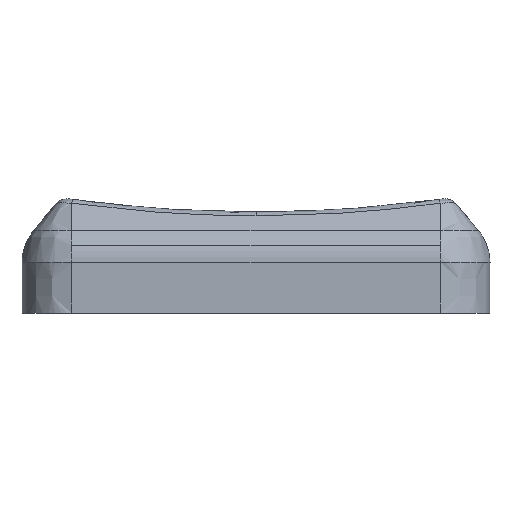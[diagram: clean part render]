
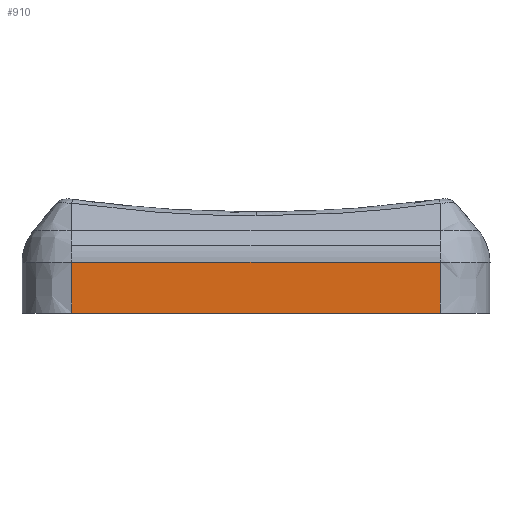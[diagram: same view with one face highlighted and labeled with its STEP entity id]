
A CAD part, left-side view. The second image highlights one B-rep face of the part: STEP entity #910.
In plain terms, the highlighted planar face has unit normal (-1, 0, 0).
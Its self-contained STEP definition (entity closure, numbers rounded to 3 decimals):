
#39 = CARTESIAN_POINT ( 'NONE',  ( -10.905, -6.475, 0.893 ) ) ;
#153 = LINE ( 'NONE', #807, #1525 ) ;
#160 = CARTESIAN_POINT ( 'NONE',  ( -10.905, 6.475, 1.785 ) ) ;
#161 = EDGE_CURVE ( 'NONE', #2189, #170, #2406, .T. ) ;
#170 = VERTEX_POINT ( 'NONE', #411 ) ;
#411 = CARTESIAN_POINT ( 'NONE',  ( -10.905, 6.475, 0. ) ) ;
#550 = DIRECTION ( 'NONE',  ( 0., -1., 0. ) ) ;
#594 = ORIENTED_EDGE ( 'NONE', *, *, #1359, .T. ) ;
#780 = CARTESIAN_POINT ( 'NONE',  ( -10.905, -6.475, 1.785 ) ) ;
#793 = ORIENTED_EDGE ( 'NONE', *, *, #1519, .F. ) ;
#807 = CARTESIAN_POINT ( 'NONE',  ( -10.905, 0., 1.785 ) ) ;
#910 = ADVANCED_FACE ( 'NONE', ( #2643 ), #1330, .T. ) ;
#918 = DIRECTION ( 'NONE',  ( 0., 0., 1. ) ) ;
#1070 = DIRECTION ( 'NONE',  ( 0., 1., 0. ) ) ;
#1089 = EDGE_CURVE ( 'NONE', #170, #2274, #1807, .T. ) ;
#1158 = ORIENTED_EDGE ( 'NONE', *, *, #161, .F. ) ;
#1250 = VECTOR ( 'NONE', #1852, 1000. ) ;
#1330 = PLANE ( 'NONE',  #1992 ) ;
#1344 = DIRECTION ( 'NONE',  ( -1., 0., 0. ) ) ;
#1359 = EDGE_CURVE ( 'NONE', #2189, #2513, #1390, .T. ) ;
#1390 = LINE ( 'NONE', #39, #1250 ) ;
#1503 = DIRECTION ( 'NONE',  ( 0., 1., 0. ) ) ;
#1519 = EDGE_CURVE ( 'NONE', #2274, #2513, #153, .T. ) ;
#1525 = VECTOR ( 'NONE', #550, 1000. ) ;
#1566 = CARTESIAN_POINT ( 'NONE',  ( -10.905, -6.475, 0. ) ) ;
#1757 = VECTOR ( 'NONE', #918, 1000. ) ;
#1807 = LINE ( 'NONE', #2024, #1757 ) ;
#1852 = DIRECTION ( 'NONE',  ( 0., 0., 1. ) ) ;
#1992 = AXIS2_PLACEMENT_3D ( 'NONE', #1999, #1344, #1070 ) ;
#1999 = CARTESIAN_POINT ( 'NONE',  ( -10.905, -6.475, 1.785 ) ) ;
#2024 = CARTESIAN_POINT ( 'NONE',  ( -10.905, 6.475, 0.893 ) ) ;
#2189 = VERTEX_POINT ( 'NONE', #1566 ) ;
#2274 = VERTEX_POINT ( 'NONE', #160 ) ;
#2406 = LINE ( 'NONE', #2656, #2547 ) ;
#2432 = EDGE_LOOP ( 'NONE', ( #793, #2442, #1158, #594 ) ) ;
#2442 = ORIENTED_EDGE ( 'NONE', *, *, #1089, .F. ) ;
#2513 = VERTEX_POINT ( 'NONE', #780 ) ;
#2547 = VECTOR ( 'NONE', #1503, 1000. ) ;
#2643 = FACE_OUTER_BOUND ( 'NONE', #2432, .T. ) ;
#2656 = CARTESIAN_POINT ( 'NONE',  ( -10.905, 0., 0. ) ) ;
